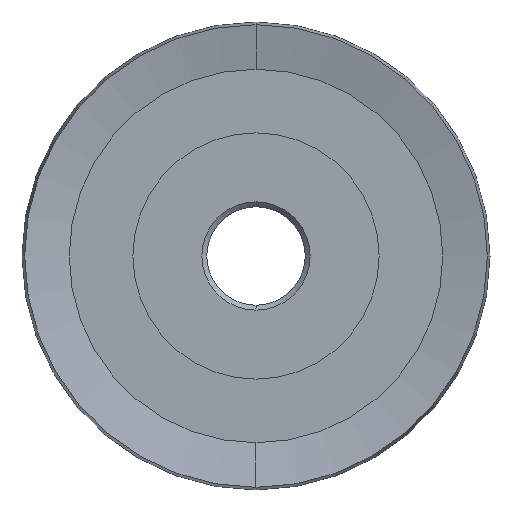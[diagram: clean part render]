
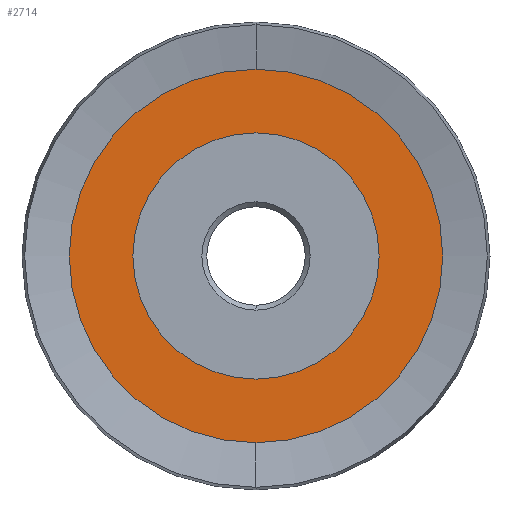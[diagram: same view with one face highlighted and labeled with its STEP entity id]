
A CAD part, left-side view. The second image highlights one B-rep face of the part: STEP entity #2714.
In plain terms, the highlighted planar face has unit normal (-1, 0, 0).
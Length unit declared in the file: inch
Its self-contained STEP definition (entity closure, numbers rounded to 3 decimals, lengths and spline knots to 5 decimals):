
#485 = DIRECTION ( 'NONE',  ( -1., 0., 0. ) ) ;
#538 = DIRECTION ( 'NONE',  ( 0., 0., 1. ) ) ;
#569 = AXIS2_PLACEMENT_3D ( 'NONE', #3494, #4093, #538 ) ;
#1026 = CIRCLE ( 'NONE', #4134, 0.47408 ) ;
#1123 = VERTEX_POINT ( 'NONE', #2779 ) ;
#1400 = DIRECTION ( 'NONE',  ( -1., 0., 0. ) ) ;
#2329 = EDGE_LOOP ( 'NONE', ( #6388, #4372 ) ) ;
#2714 = ADVANCED_FACE ( 'NONE', ( #3707, #5116 ), #7110, .T. ) ;
#2779 = CARTESIAN_POINT ( 'NONE',  ( 0.0325, 0., 0.47408 ) ) ;
#2897 = CARTESIAN_POINT ( 'NONE',  ( 0.0325, 0., 0. ) ) ;
#2963 = EDGE_CURVE ( 'NONE', #6711, #1123, #1026, .T. ) ;
#3091 = CARTESIAN_POINT ( 'NONE',  ( 0.0325, 0., 0. ) ) ;
#3221 = CARTESIAN_POINT ( 'NONE',  ( 0.0325, 0., 0.3125 ) ) ;
#3488 = CARTESIAN_POINT ( 'NONE',  ( 0.0325, 0., -0.3125 ) ) ;
#3494 = CARTESIAN_POINT ( 'NONE',  ( 0.0325, 0., 0. ) ) ;
#3495 = DIRECTION ( 'NONE',  ( 0., 0., 1. ) ) ;
#3564 = EDGE_CURVE ( 'NONE', #3626, #5762, #6133, .T. ) ;
#3626 = VERTEX_POINT ( 'NONE', #3221 ) ;
#3700 = DIRECTION ( 'NONE',  ( 0., 0., 1. ) ) ;
#3707 = FACE_BOUND ( 'NONE', #7546, .T. ) ;
#4029 = CARTESIAN_POINT ( 'NONE',  ( 0.0325, 0., 0. ) ) ;
#4093 = DIRECTION ( 'NONE',  ( -1., 0., 0. ) ) ;
#4134 = AXIS2_PLACEMENT_3D ( 'NONE', #2897, #7114, #3495 ) ;
#4372 = ORIENTED_EDGE ( 'NONE', *, *, #2963, .T. ) ;
#4413 = ORIENTED_EDGE ( 'NONE', *, *, #3564, .F. ) ;
#4611 = DIRECTION ( 'NONE',  ( 0., 0., 1. ) ) ;
#4772 = CIRCLE ( 'NONE', #6413, 0.3125 ) ;
#4944 = CARTESIAN_POINT ( 'NONE',  ( 0.0325, 0., 0. ) ) ;
#5116 = FACE_OUTER_BOUND ( 'NONE', #2329, .T. ) ;
#5227 = ORIENTED_EDGE ( 'NONE', *, *, #7453, .F. ) ;
#5565 = DIRECTION ( 'NONE',  ( 0., 0., 1. ) ) ;
#5762 = VERTEX_POINT ( 'NONE', #3488 ) ;
#6133 = CIRCLE ( 'NONE', #7229, 0.3125 ) ;
#6197 = CIRCLE ( 'NONE', #7525, 0.47408 ) ;
#6388 = ORIENTED_EDGE ( 'NONE', *, *, #6645, .T. ) ;
#6413 = AXIS2_PLACEMENT_3D ( 'NONE', #4029, #485, #4611 ) ;
#6645 = EDGE_CURVE ( 'NONE', #1123, #6711, #6197, .T. ) ;
#6711 = VERTEX_POINT ( 'NONE', #7223 ) ;
#7110 = PLANE ( 'NONE',  #569 ) ;
#7114 = DIRECTION ( 'NONE',  ( -1., 0., 0. ) ) ;
#7223 = CARTESIAN_POINT ( 'NONE',  ( 0.0325, 0., -0.47408 ) ) ;
#7229 = AXIS2_PLACEMENT_3D ( 'NONE', #4944, #1400, #5565 ) ;
#7311 = DIRECTION ( 'NONE',  ( -1., 0., 0. ) ) ;
#7453 = EDGE_CURVE ( 'NONE', #5762, #3626, #4772, .T. ) ;
#7525 = AXIS2_PLACEMENT_3D ( 'NONE', #3091, #7311, #3700 ) ;
#7546 = EDGE_LOOP ( 'NONE', ( #5227, #4413 ) ) ;
